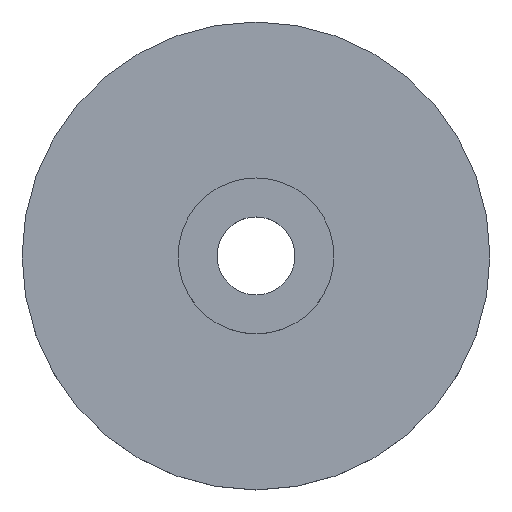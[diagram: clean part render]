
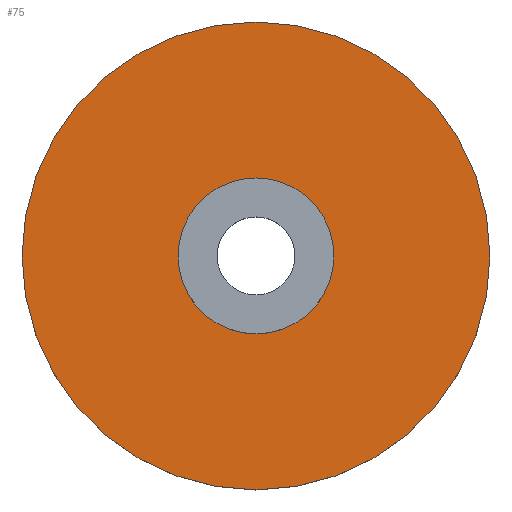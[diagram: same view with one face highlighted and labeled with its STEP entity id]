
A CAD part, top view. The second image highlights one B-rep face of the part: STEP entity #75.
In plain terms, the highlighted planar face has unit normal (0, 0, 1).
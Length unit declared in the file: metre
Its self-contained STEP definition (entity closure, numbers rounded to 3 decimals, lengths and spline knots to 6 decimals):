
#13=PLANE('',#99);
#21=ORIENTED_EDGE('',*,*,#27,.F.);
#22=ORIENTED_EDGE('',*,*,#30,.T.);
#27=EDGE_CURVE('',#33,#33,#39,.T.);
#30=EDGE_CURVE('',#36,#36,#42,.T.);
#33=VERTEX_POINT('',#132);
#36=VERTEX_POINT('',#140);
#39=CIRCLE('',#92,0.005);
#42=CIRCLE('',#97,0.015);
#51=EDGE_LOOP('',(#21));
#52=EDGE_LOOP('',(#22));
#63=FACE_BOUND('',#51,.T.);
#64=FACE_BOUND('',#52,.T.);
#75=ADVANCED_FACE('',(#63,#64),#13,.T.);
#92=AXIS2_PLACEMENT_3D('',#131,#107,#108);
#97=AXIS2_PLACEMENT_3D('',#139,#117,#118);
#99=AXIS2_PLACEMENT_3D('',#143,#121,#122);
#107=DIRECTION('',(0.,0.,1.));
#108=DIRECTION('',(1.,0.,0.));
#117=DIRECTION('',(0.,0.,1.));
#118=DIRECTION('',(1.,0.,0.));
#121=DIRECTION('',(0.,0.,1.));
#122=DIRECTION('',(1.,0.,0.));
#131=CARTESIAN_POINT('',(0.,0.,0.005));
#132=CARTESIAN_POINT('',(0.005,0.,0.005));
#139=CARTESIAN_POINT('',(0.,0.,0.005));
#140=CARTESIAN_POINT('',(0.015,0.,0.005));
#143=CARTESIAN_POINT('',(0.,0.,0.005));
